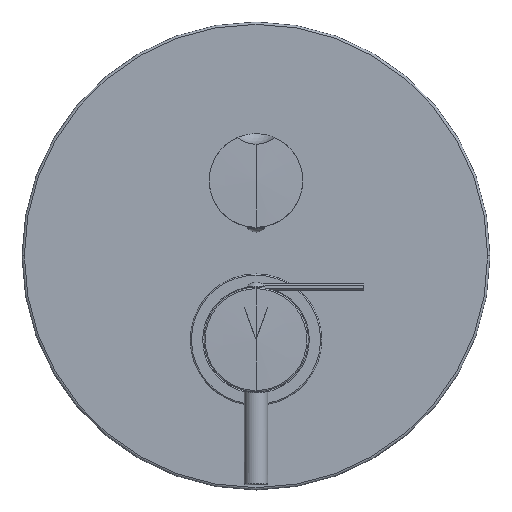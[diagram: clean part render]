
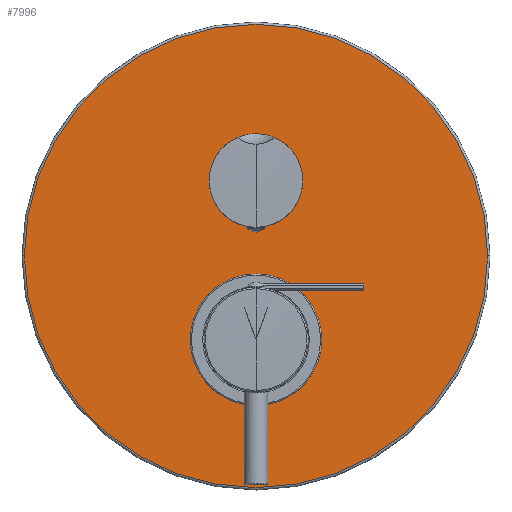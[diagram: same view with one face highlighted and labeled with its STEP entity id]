
A CAD part, top view. The second image highlights one B-rep face of the part: STEP entity #7996.
In plain terms, the highlighted face is planar.
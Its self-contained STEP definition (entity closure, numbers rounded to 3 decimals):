
#7708=CARTESIAN_POINT('',(0.,8.,0.));
#7709=DIRECTION('',(0.,1.,0.));
#7710=DIRECTION('',(1.,0.,0.));
#7711=AXIS2_PLACEMENT_3D('',#7708,#7709,#7710);
#7716=CARTESIAN_POINT('',(0.,8.,0.));
#7717=DIRECTION('',(0.,1.,0.));
#7718=DIRECTION('',(-1.,0.,0.));
#7719=AXIS2_PLACEMENT_3D('',#7716,#7717,#7718);
#7724=CARTESIAN_POINT('',(0.,8.,35.8));
#7725=DIRECTION('',(0.,1.,0.));
#7726=DIRECTION('',(1.,0.,0.));
#7727=AXIS2_PLACEMENT_3D('',#7724,#7725,#7726);
#7732=CARTESIAN_POINT('',(0.,8.,35.8));
#7733=DIRECTION('',(0.,1.,0.));
#7734=DIRECTION('',(-1.,0.,0.));
#7735=AXIS2_PLACEMENT_3D('',#7732,#7733,#7734);
#7740=CARTESIAN_POINT('',(0.,8.,-32.2));
#7741=DIRECTION('',(0.,1.,0.));
#7742=DIRECTION('',(1.,0.,0.));
#7743=AXIS2_PLACEMENT_3D('',#7740,#7741,#7742);
#7748=CARTESIAN_POINT('',(0.,8.,-32.2));
#7749=DIRECTION('',(0.,1.,0.));
#7750=DIRECTION('',(-1.,0.,0.));
#7751=AXIS2_PLACEMENT_3D('',#7748,#7749,#7750);
#7816=CARTESIAN_POINT('',(99.,8.,0.));
#7817=CARTESIAN_POINT('',(-99.,8.,0.));
#7818=VERTEX_POINT('',#7816);
#7819=VERTEX_POINT('',#7817);
#7836=CARTESIAN_POINT('',(25.,8.,35.8));
#7837=CARTESIAN_POINT('',(-25.,8.,35.8));
#7838=VERTEX_POINT('',#7836);
#7839=VERTEX_POINT('',#7837);
#7844=CARTESIAN_POINT('',(11.5,8.,-32.2));
#7845=CARTESIAN_POINT('',(-11.5,8.,-32.2));
#7846=VERTEX_POINT('',#7844);
#7847=VERTEX_POINT('',#7845);
#7974=CARTESIAN_POINT('',(0.,8.,0.));
#7975=DIRECTION('',(0.,-1.,0.));
#7976=DIRECTION('',(-1.,0.,0.));
#7977=AXIS2_PLACEMENT_3D('',#7974,#7975,#7976);
#7978=PLANE('',#7977);
#7979=ORIENTED_EDGE('',*,*,#7964,.F.);
#7981=ORIENTED_EDGE('',*,*,#7980,.F.);
#7982=EDGE_LOOP('',(#7979,#7981));
#7983=FACE_OUTER_BOUND('',#7982,.F.);
#7985=ORIENTED_EDGE('',*,*,#7984,.T.);
#7987=ORIENTED_EDGE('',*,*,#7986,.T.);
#7988=EDGE_LOOP('',(#7985,#7987));
#7989=FACE_BOUND('',#7988,.F.);
#7991=ORIENTED_EDGE('',*,*,#7990,.T.);
#7993=ORIENTED_EDGE('',*,*,#7992,.T.);
#7994=EDGE_LOOP('',(#7991,#7993));
#7995=FACE_BOUND('',#7994,.F.);
#7996=ADVANCED_FACE('',(#7983,#7989,#7995),#7978,.F.);
#7712=CIRCLE('',#7711,99.);
#7720=CIRCLE('',#7719,99.);
#7728=CIRCLE('',#7727,25.);
#7736=CIRCLE('',#7735,25.);
#7744=CIRCLE('',#7743,11.5);
#7752=CIRCLE('',#7751,11.5);
#7964=EDGE_CURVE('',#7818,#7819,#7712,.T.);
#7980=EDGE_CURVE('',#7819,#7818,#7720,.T.);
#7984=EDGE_CURVE('',#7838,#7839,#7728,.T.);
#7986=EDGE_CURVE('',#7839,#7838,#7736,.T.);
#7990=EDGE_CURVE('',#7846,#7847,#7744,.T.);
#7992=EDGE_CURVE('',#7847,#7846,#7752,.T.);
